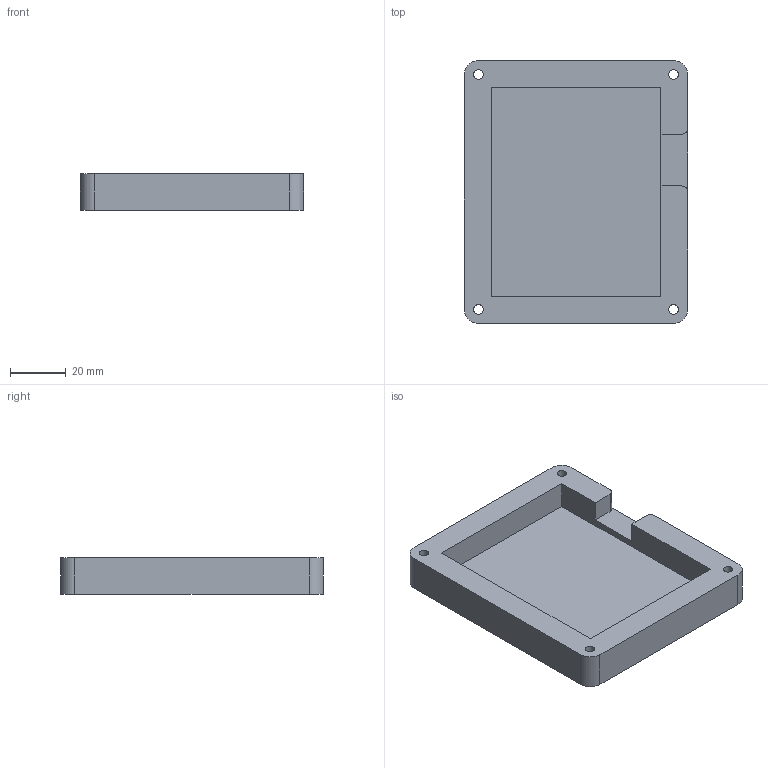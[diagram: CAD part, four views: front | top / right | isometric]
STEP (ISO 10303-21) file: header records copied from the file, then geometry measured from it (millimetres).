
FILE_DESCRIPTION(/* description */ (''),/* implementation_level */ '2;1');
FILE_NAME(/* name */ 'case bottom.step',/* time_stamp */ '2026-01-13T09:30:19+08:00',/* author */ (''),/* organization */ (''),/* preprocessor_version */ 'ST-DEVELOPER v20.1',/* originating_system */ 'Autodesk Translation Framework v14.21.0.0',/* authorisation */ '');
FILE_SCHEMA (('AUTOMOTIVE_DESIGN { 1 0 10303 214 3 1 1 }'));
Length unit declared in the file: millimetre
Products named in the file (1): final final really final 11 jan 2026 ver case hackpad bottom
Bounding box: 79.75 x 94 x 13 mm (x, y, z)
Volume: 49561.7 mm3; surface area: 22542.6 mm2
Topology: 1 solids, 1 shells, 211 faces, 573 edges, 382 vertices
Faces by surface type: bspline 114, plane 83, cylinder 14
Full cylindrical faces by diameter (mm): 3.4 x4, 6 x4
Entity records: 7727 total; most frequent: CARTESIAN_POINT 3105, ORIENTED_EDGE 1146, EDGE_CURVE 573, DIRECTION 569, VERTEX_POINT 382, LINE 317, VECTOR 317, EDGE_LOOP 237
